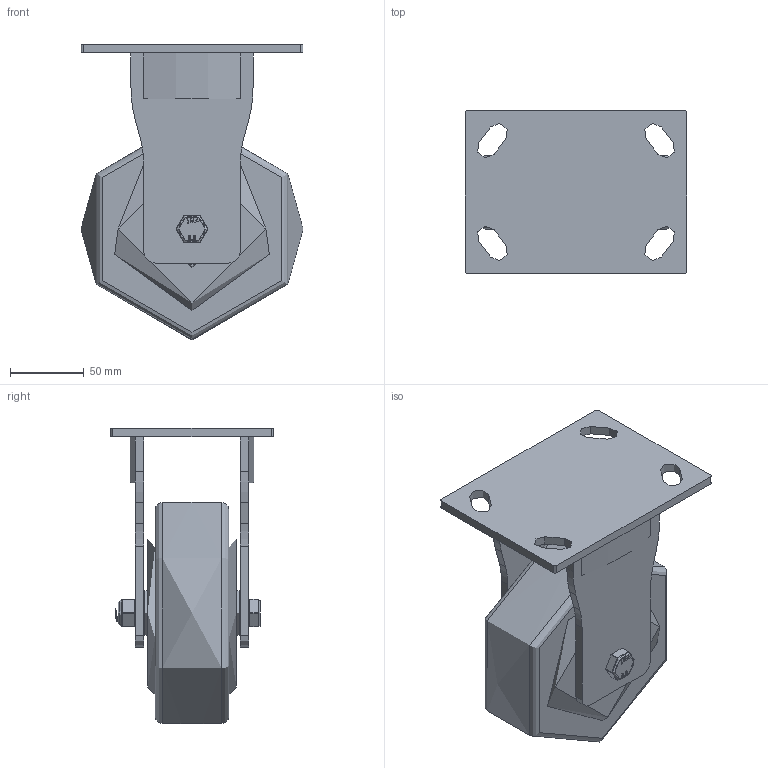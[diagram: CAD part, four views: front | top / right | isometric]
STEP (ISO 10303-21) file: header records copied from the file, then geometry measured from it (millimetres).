
FILE_DESCRIPTION(/* description */ (''),/* implementation_level */ '2;1');
FILE_NAME(/* name */ 'BZKF150NYBJHD.step',/* time_stamp */ '2024-05-01T14:12:50+01:00',/* author */ (''),/* organization */ (''),/* preprocessor_version */ 'ST-DEVELOPER v20',/* originating_system */ 'Autodesk Translation Framework v12.20.1.177',/* authorisation */ '');
FILE_SCHEMA (('AUTOMOTIVE_DESIGN { 1 0 10303 214 3 1 1 }'));
Length unit declared in the file: millimetre
Products named in the file (31): BZKF150NYBJHD; BZKF150AS v1; BZKF150AS; FABRICATED STEEL BRACKET; BZXH150WNYBJM25HD v2; NYLON WHEEL; BEARING6205ZZ; INNER; OUTER; Pattern; Component4; MIDDLE; RUBBER; BEARING6205ZZ (1); INNER (1); OUTER (1); Pattern (1); Component4 (1); MIDDLE (1); RUBBER (1); BEARING SPACER; TH25X2X12 v1; ZINC PLATED, HEADED SPACER; TH25X2X12 v1 (1); ZINC PLATED, HEADED SPACER (1); HEXBOLTM12X90Z8.8 v2; GRADE 8.8 ZINC PLATED BOLT; NYLOCM12Z v1; NYLOC NUT; NUT; RUBBER (2)
Assembly tree (50 placements, depth 5):
  BZKF150NYBJHD
    BZKF150AS v1
      BZKF150AS
      FABRICATED STEEL BRACKET
    BZXH150WNYBJM25HD v2
      NYLON WHEEL
      BEARING6205ZZ
        INNER
        OUTER
        Pattern
          Component4  x10
        MIDDLE
        RUBBER  x2
      BEARING6205ZZ (1)
        INNER (1)
        OUTER (1)
        Pattern (1)
          Component4 (1)  x10
        MIDDLE (1)
        RUBBER (1)  x2
      BEARING SPACER
    TH25X2X12 v1
      ZINC PLATED, HEADED SPACER
    TH25X2X12 v1 (1)
      ZINC PLATED, HEADED SPACER (1)
    HEXBOLTM12X90Z8.8 v2
      GRADE 8.8 ZINC PLATED BOLT
    NYLOCM12Z v1
      NYLOC NUT
        NUT
        RUBBER (2)
Bounding box: 150 x 110 x 199.96 mm (x, y, z)
Volume: 1129320 mm3; surface area: 199951.1 mm2
Topology: 38 solids, 38 shells, 1080 faces, 2867 edges, 1889 vertices
Faces by surface type: plane 406, bspline 370, cylinder 168, sphere 98, torus 29, cone 9
Full cylindrical faces by diameter (mm): 9.836 x16, 11.834 x16, 12 x3, 12.5 x2, 13 x2, 14 x2, 17.75 x1, 18.5 x1, 24.8 x2, 25 x2, 26 x1, 30 x3, 32.28 x2, 34.35 x8, 34.71 x4, 35.21 x4, 36.28 x2, 44.28 x2, 45.21 x4, 45.71 x4, 46.21 x8, 48 x1, 48.28 x2, 52 x4
Entity records: 36868 total; most frequent: CARTESIAN_POINT 18204, ORIENTED_EDGE 4010, DIRECTION 3188, EDGE_CURVE 2005, VERTEX_POINT 1325, AXIS2_PLACEMENT_3D 1177, EDGE_LOOP 890, LINE 834
